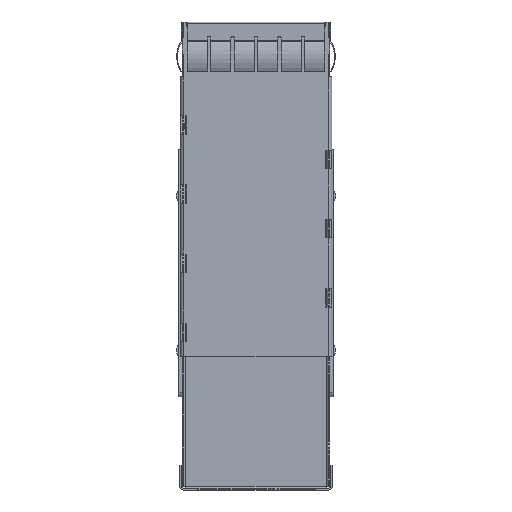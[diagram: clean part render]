
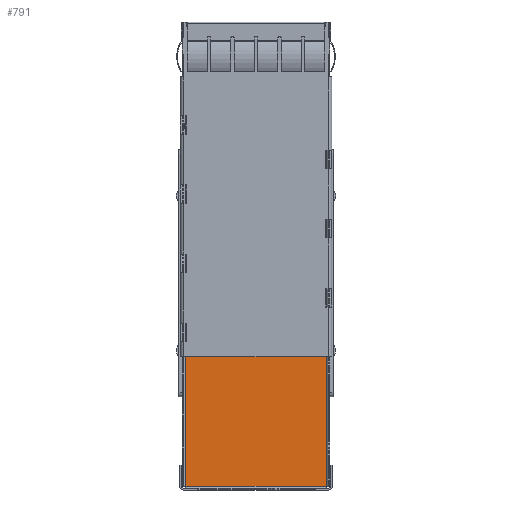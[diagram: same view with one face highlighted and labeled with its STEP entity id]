
A CAD part, front view. The second image highlights one B-rep face of the part: STEP entity #791.
In plain terms, the highlighted planar face has unit normal (0, -1, 0).
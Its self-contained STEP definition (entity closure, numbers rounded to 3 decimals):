
#129 = CARTESIAN_POINT ( 'NONE',  ( 0., 9.45, 29.86 ) ) ;
#489 = ORIENTED_EDGE ( 'NONE', *, *, #28183, .F. ) ;
#791 = ADVANCED_FACE ( 'NONE', ( #8029 ), #1636, .F. ) ;
#1636 = PLANE ( 'NONE',  #3424 ) ;
#1807 = ORIENTED_EDGE ( 'NONE', *, *, #30680, .T. ) ;
#2199 = DIRECTION ( 'NONE',  ( 0., 0., 1. ) ) ;
#2383 = CARTESIAN_POINT ( 'NONE',  ( -9.025, 9.45, 20.832 ) ) ;
#3192 = VECTOR ( 'NONE', #20194, 1000. ) ;
#3424 = AXIS2_PLACEMENT_3D ( 'NONE', #36282, #22174, #33100 ) ;
#3768 = CARTESIAN_POINT ( 'NONE',  ( -9.125, 9.45, 30.46 ) ) ;
#4900 = EDGE_CURVE ( 'NONE', #24348, #37216, #33780, .T. ) ;
#5046 = VECTOR ( 'NONE', #20255, 1000. ) ;
#5902 = ORIENTED_EDGE ( 'NONE', *, *, #20038, .T. ) ;
#6408 = VECTOR ( 'NONE', #27625, 1000. ) ;
#6915 = EDGE_CURVE ( 'NONE', #25430, #8895, #10478, .T. ) ;
#7347 = VECTOR ( 'NONE', #2199, 1000. ) ;
#7429 = LINE ( 'NONE', #19509, #23600 ) ;
#8029 = FACE_OUTER_BOUND ( 'NONE', #17332, .T. ) ;
#8699 = LINE ( 'NONE', #11714, #3192 ) ;
#8895 = VERTEX_POINT ( 'NONE', #18974 ) ;
#9001 = ORIENTED_EDGE ( 'NONE', *, *, #4900, .F. ) ;
#10478 = LINE ( 'NONE', #2383, #7347 ) ;
#11714 = CARTESIAN_POINT ( 'NONE',  ( 9.125, 9.45, 30.46 ) ) ;
#12799 = DIRECTION ( 'NONE',  ( 0., 0., -1. ) ) ;
#12942 = ORIENTED_EDGE ( 'NONE', *, *, #37227, .F. ) ;
#13290 = CARTESIAN_POINT ( 'NONE',  ( 9.025, 9.45, 30.46 ) ) ;
#15362 = ORIENTED_EDGE ( 'NONE', *, *, #6915, .T. ) ;
#17332 = EDGE_LOOP ( 'NONE', ( #9001, #32722, #15362, #489, #5902, #12942, #30215, #1807 ) ) ;
#17367 = DIRECTION ( 'NONE',  ( 0., 0., 1. ) ) ;
#17379 = CARTESIAN_POINT ( 'NONE',  ( -9.125, 9.45, -29.96 ) ) ;
#18272 = EDGE_CURVE ( 'NONE', #22952, #30653, #8699, .T. ) ;
#18757 = VECTOR ( 'NONE', #17367, 1000. ) ;
#18875 = VECTOR ( 'NONE', #12799, 1000. ) ;
#18974 = CARTESIAN_POINT ( 'NONE',  ( -9.025, 9.45, 30.46 ) ) ;
#19402 = VERTEX_POINT ( 'NONE', #17379 ) ;
#19509 = CARTESIAN_POINT ( 'NONE',  ( 0., 9.45, 30.46 ) ) ;
#19737 = CARTESIAN_POINT ( 'NONE',  ( 9.025, 9.45, 29.86 ) ) ;
#20038 = EDGE_CURVE ( 'NONE', #24351, #19402, #35600, .T. ) ;
#20194 = DIRECTION ( 'NONE',  ( 0., 0., -1. ) ) ;
#20255 = DIRECTION ( 'NONE',  ( 1., 0., 0. ) ) ;
#20334 = EDGE_CURVE ( 'NONE', #25430, #24348, #28933, .T. ) ;
#22174 = DIRECTION ( 'NONE',  ( 0., 1., 0. ) ) ;
#22594 = CARTESIAN_POINT ( 'NONE',  ( 9.125, 9.45, 30.46 ) ) ;
#22925 = LINE ( 'NONE', #34939, #23436 ) ;
#22952 = VERTEX_POINT ( 'NONE', #22594 ) ;
#23436 = VECTOR ( 'NONE', #34382, 1000. ) ;
#23600 = VECTOR ( 'NONE', #27805, 1000. ) ;
#24348 = VERTEX_POINT ( 'NONE', #19737 ) ;
#24351 = VERTEX_POINT ( 'NONE', #25390 ) ;
#25390 = CARTESIAN_POINT ( 'NONE',  ( -9.125, 9.45, 30.46 ) ) ;
#25430 = VERTEX_POINT ( 'NONE', #35672 ) ;
#27625 = DIRECTION ( 'NONE',  ( -1., 0., 0. ) ) ;
#27805 = DIRECTION ( 'NONE',  ( -1., 0., 0. ) ) ;
#28005 = CARTESIAN_POINT ( 'NONE',  ( 9.125, 9.45, -29.96 ) ) ;
#28183 = EDGE_CURVE ( 'NONE', #24351, #8895, #22925, .T. ) ;
#28315 = CARTESIAN_POINT ( 'NONE',  ( 9.025, 9.45, 20.832 ) ) ;
#28933 = LINE ( 'NONE', #129, #5046 ) ;
#30215 = ORIENTED_EDGE ( 'NONE', *, *, #18272, .F. ) ;
#30653 = VERTEX_POINT ( 'NONE', #32513 ) ;
#30680 = EDGE_CURVE ( 'NONE', #22952, #37216, #7429, .T. ) ;
#30807 = LINE ( 'NONE', #28005, #6408 ) ;
#32513 = CARTESIAN_POINT ( 'NONE',  ( 9.125, 9.45, -29.96 ) ) ;
#32722 = ORIENTED_EDGE ( 'NONE', *, *, #20334, .F. ) ;
#33100 = DIRECTION ( 'NONE',  ( -1., 0., 0. ) ) ;
#33780 = LINE ( 'NONE', #28315, #18757 ) ;
#34382 = DIRECTION ( 'NONE',  ( 1., 0., 0. ) ) ;
#34939 = CARTESIAN_POINT ( 'NONE',  ( 0., 9.45, 30.46 ) ) ;
#35600 = LINE ( 'NONE', #3768, #18875 ) ;
#35672 = CARTESIAN_POINT ( 'NONE',  ( -9.025, 9.45, 29.86 ) ) ;
#36282 = CARTESIAN_POINT ( 'NONE',  ( 0., 9.45, 0. ) ) ;
#37216 = VERTEX_POINT ( 'NONE', #13290 ) ;
#37227 = EDGE_CURVE ( 'NONE', #30653, #19402, #30807, .T. ) ;
